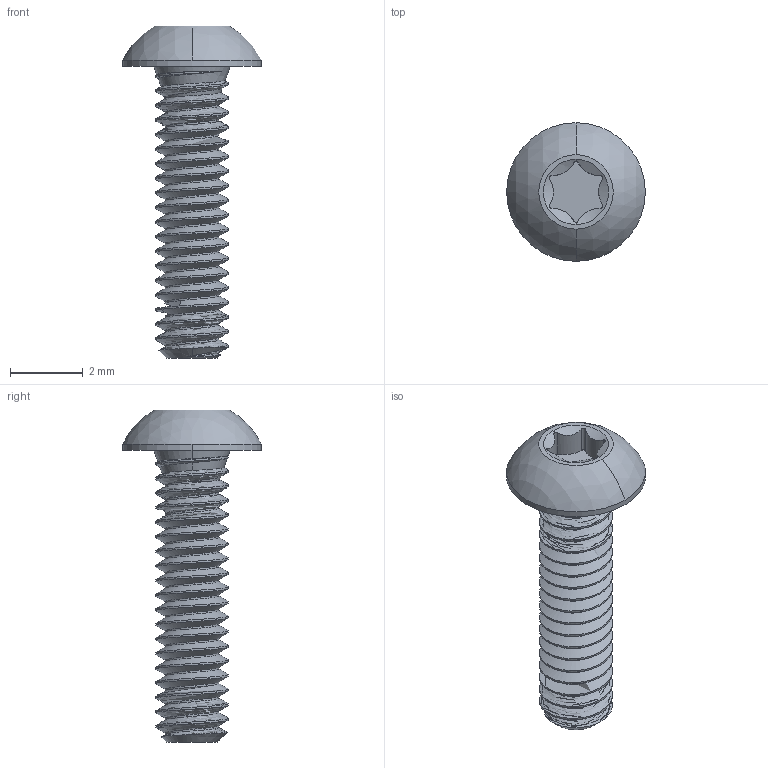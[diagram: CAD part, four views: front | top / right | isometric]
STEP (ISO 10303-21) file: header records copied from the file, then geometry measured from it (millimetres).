
FILE_DESCRIPTION (( 'STEP AP203' ), '1' );
FILE_NAME ('90910A923_Button Head Torx Screws.STEP', '2022-12-02T17:10:27', ( 'Administrator' ), ( 'Managed by Terraform' ), 'SwSTEP 2.0', 'SolidWorks 2017', '' );
FILE_SCHEMA (( 'CONFIG_CONTROL_DESIGN' ));
Length unit declared in the file: millimetre
Products named in the file (1): 90910A923_Button Head Torx Screws
Bounding box: 3.8 x 3.8 x 9.1 mm (x, y, z)
Volume: 27.3 mm3; surface area: 105.3 mm2
Topology: 1 solids, 1 shells, 76 faces, 215 edges, 143 vertices
Faces by surface type: cylinder 57, cone 8, sphere 4, plane 4, bspline 3
Entity records: 4938 total; most frequent: CARTESIAN_POINT 3171, ORIENTED_EDGE 430, DIRECTION 284, EDGE_CURVE 215, VERTEX_POINT 143, AXIS2_PLACEMENT_3D 110, EDGE_LOOP 78, ADVANCED_FACE 76
